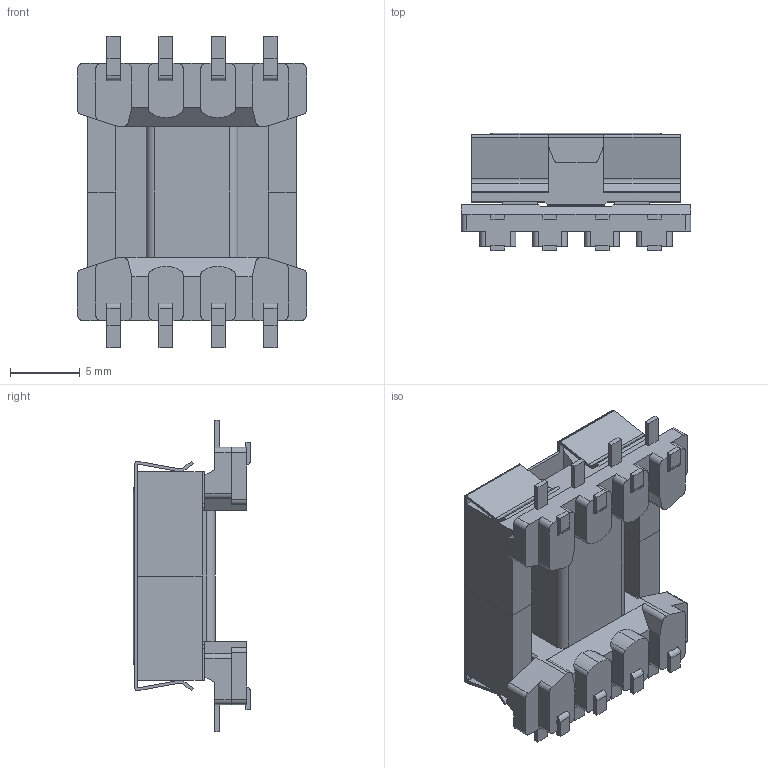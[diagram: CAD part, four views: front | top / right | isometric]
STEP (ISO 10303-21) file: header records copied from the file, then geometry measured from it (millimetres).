
FILE_DESCRIPTION (( 'STEP AP203' ), '1' );
FILE_NAME ('EFD15 SMD transformer Pin Shine.STEP', '2015-04-21T21:07:47', ( '' ), ( '' ), 'SwSTEP 2.0', 'SolidWorks 2014', '' );
FILE_SCHEMA (( 'CONFIG_CONTROL_DESIGN' ));
Length unit declared in the file: millimetre
Products named in the file (4): EFD15 clip Ferroxcube; EFD15 SMD transformer Pin Shine; EFD15 SMD bobbin Pin Shine; EFD15 core ACME
Assembly tree (4 placements, depth 2):
  EFD15 SMD transformer Pin Shine
    EFD15 SMD bobbin Pin Shine
    EFD15 core ACME  x2
    EFD15 clip Ferroxcube
Bounding box: 16.5 x 8.45 x 22.4 mm (x, y, z)
Volume: 1230.2 mm3; surface area: 3099.2 mm2
Topology: 13 solids, 13 shells, 469 faces, 1332 edges, 868 vertices
Faces by surface type: plane 326, cylinder 132, torus 7, sphere 4
Entity records: 14336 total; most frequent: CARTESIAN_POINT 2552, ORIENTED_EDGE 2454, DIRECTION 2286, EDGE_CURVE 1227, LINE 986, VECTOR 986, VERTEX_POINT 804, AXIS2_PLACEMENT_3D 650
